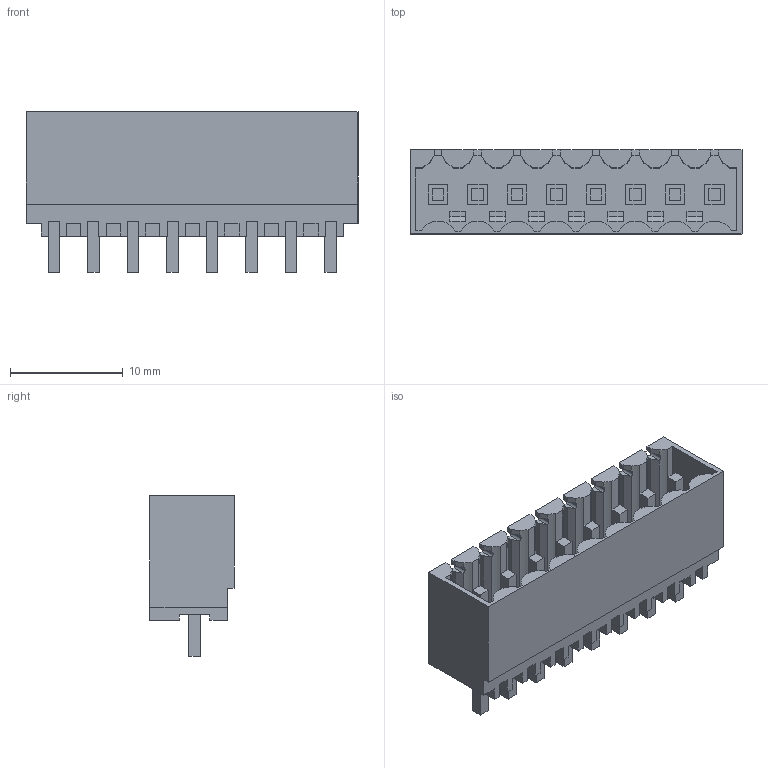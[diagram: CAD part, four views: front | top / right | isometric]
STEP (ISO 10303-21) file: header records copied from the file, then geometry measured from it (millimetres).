
FILE_DESCRIPTION(('CATIA V5 STEP Exchange','CAx-IF Rec.Pracs.--- Model Styling and Organization---1.2---2011-12-15'),'2;1');
FILE_NAME ('D1459544_0_1934630000_1934630000.stp','2018-03-13T15:16:08+00:00',('none'),('Weidmueller'),'CATIA Version 5-6 Release 2014','CATIA V5 STEP AP214','none');
FILE_SCHEMA(('AUTOMOTIVE_DESIGN { 1 0 10303 214 1 1 1 1 }'));
Length unit declared in the file: millimetre
Products named in the file (1): 1934630000
Bounding box: 29.4 x 7.45 x 14.25 mm (x, y, z)
Volume: 963.9 mm3; surface area: 2791.7 mm2
Topology: 9 solids, 9 shells, 590 faces, 1737 edges, 1180 vertices
Faces by surface type: plane 534, cylinder 56
Entity records: 18693 total; most frequent: ORIENTED_EDGE 3474, CARTESIAN_POINT 3467, DIRECTION 2332, EDGE_CURVE 1737, VECTOR 1593, LINE 1593, VERTEX_POINT 1180, EDGE_LOOP 621
